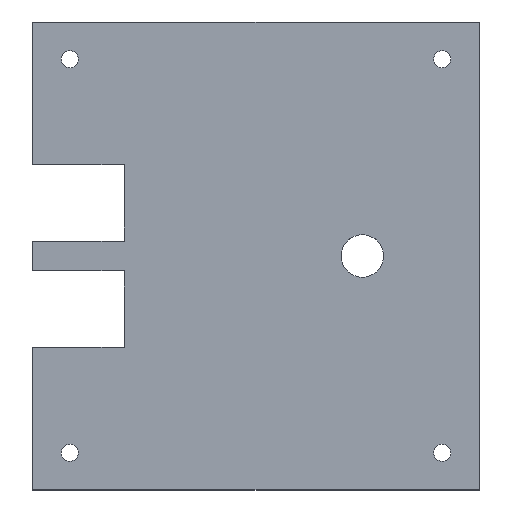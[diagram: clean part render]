
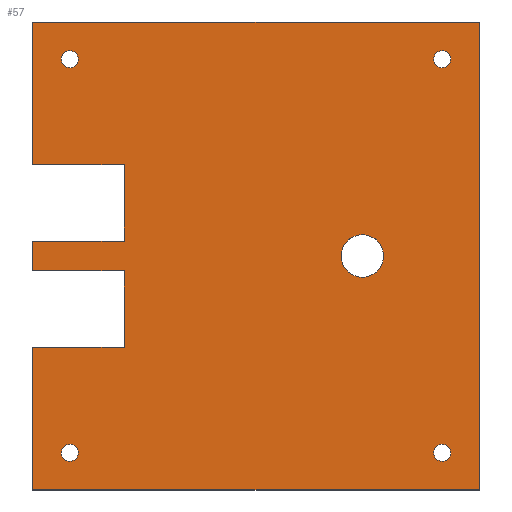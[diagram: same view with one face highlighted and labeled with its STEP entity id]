
A CAD part, top view. The second image highlights one B-rep face of the part: STEP entity #57.
In plain terms, the highlighted planar face has unit normal (0, 0, 1).
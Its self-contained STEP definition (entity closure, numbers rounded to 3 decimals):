
#21 = EDGE_CURVE('',#22,#24,#26,.T.);
#22 = VERTEX_POINT('',#23);
#23 = CARTESIAN_POINT('',(-1.,-1.,3.5));
#24 = VERTEX_POINT('',#25);
#25 = CARTESIAN_POINT('',(-1.,12.4,3.5));
#26 = LINE('',#27,#28);
#27 = CARTESIAN_POINT('',(-1.,-1.,3.5));
#28 = VECTOR('',#29,1.);
#29 = DIRECTION('',(0.,1.,0.));
#57 = ADVANCED_FACE('',(#58,#147,#158,#169,#180,#191),#202,.T.);
#58 = FACE_BOUND('',#59,.T.);
#59 = EDGE_LOOP('',(#60,#61,#69,#77,#85,#93,#101,#109,#117,#125,#133,
    #141));
#60 = ORIENTED_EDGE('',*,*,#21,.F.);
#61 = ORIENTED_EDGE('',*,*,#62,.T.);
#62 = EDGE_CURVE('',#22,#63,#65,.T.);
#63 = VERTEX_POINT('',#64);
#64 = CARTESIAN_POINT('',(41.,-1.,3.5));
#65 = LINE('',#66,#67);
#66 = CARTESIAN_POINT('',(-1.,-1.,3.5));
#67 = VECTOR('',#68,1.);
#68 = DIRECTION('',(1.,0.,0.));
#69 = ORIENTED_EDGE('',*,*,#70,.T.);
#70 = EDGE_CURVE('',#63,#71,#73,.T.);
#71 = VERTEX_POINT('',#72);
#72 = CARTESIAN_POINT('',(41.,43.,3.5));
#73 = LINE('',#74,#75);
#74 = CARTESIAN_POINT('',(41.,-1.,3.5));
#75 = VECTOR('',#76,1.);
#76 = DIRECTION('',(0.,1.,0.));
#77 = ORIENTED_EDGE('',*,*,#78,.F.);
#78 = EDGE_CURVE('',#79,#71,#81,.T.);
#79 = VERTEX_POINT('',#80);
#80 = CARTESIAN_POINT('',(-1.,43.,3.5));
#81 = LINE('',#82,#83);
#82 = CARTESIAN_POINT('',(-1.,43.,3.5));
#83 = VECTOR('',#84,1.);
#84 = DIRECTION('',(1.,0.,0.));
#85 = ORIENTED_EDGE('',*,*,#86,.F.);
#86 = EDGE_CURVE('',#87,#79,#89,.T.);
#87 = VERTEX_POINT('',#88);
#88 = CARTESIAN_POINT('',(-1.,29.6,3.5));
#89 = LINE('',#90,#91);
#90 = CARTESIAN_POINT('',(-1.,-1.,3.5));
#91 = VECTOR('',#92,1.);
#92 = DIRECTION('',(0.,1.,0.));
#93 = ORIENTED_EDGE('',*,*,#94,.F.);
#94 = EDGE_CURVE('',#95,#87,#97,.T.);
#95 = VERTEX_POINT('',#96);
#96 = CARTESIAN_POINT('',(7.6,29.6,3.5));
#97 = LINE('',#98,#99);
#98 = CARTESIAN_POINT('',(-6.7,29.6,3.5));
#99 = VECTOR('',#100,1.);
#100 = DIRECTION('',(-1.,0.,0.));
#101 = ORIENTED_EDGE('',*,*,#102,.F.);
#102 = EDGE_CURVE('',#103,#95,#105,.T.);
#103 = VERTEX_POINT('',#104);
#104 = CARTESIAN_POINT('',(7.6,22.4,3.5));
#105 = LINE('',#106,#107);
#106 = CARTESIAN_POINT('',(7.6,10.7,3.5));
#107 = VECTOR('',#108,1.);
#108 = DIRECTION('',(0.,1.,0.));
#109 = ORIENTED_EDGE('',*,*,#110,.T.);
#110 = EDGE_CURVE('',#103,#111,#113,.T.);
#111 = VERTEX_POINT('',#112);
#112 = CARTESIAN_POINT('',(-1.,22.4,3.5));
#113 = LINE('',#114,#115);
#114 = CARTESIAN_POINT('',(-6.7,22.4,3.5));
#115 = VECTOR('',#116,1.);
#116 = DIRECTION('',(-1.,0.,0.));
#117 = ORIENTED_EDGE('',*,*,#118,.F.);
#118 = EDGE_CURVE('',#119,#111,#121,.T.);
#119 = VERTEX_POINT('',#120);
#120 = CARTESIAN_POINT('',(-1.,19.6,3.5));
#121 = LINE('',#122,#123);
#122 = CARTESIAN_POINT('',(-1.,-1.,3.5));
#123 = VECTOR('',#124,1.);
#124 = DIRECTION('',(0.,1.,0.));
#125 = ORIENTED_EDGE('',*,*,#126,.F.);
#126 = EDGE_CURVE('',#127,#119,#129,.T.);
#127 = VERTEX_POINT('',#128);
#128 = CARTESIAN_POINT('',(7.6,19.6,3.5));
#129 = LINE('',#130,#131);
#130 = CARTESIAN_POINT('',(-6.7,19.6,3.5));
#131 = VECTOR('',#132,1.);
#132 = DIRECTION('',(-1.,0.,0.));
#133 = ORIENTED_EDGE('',*,*,#134,.F.);
#134 = EDGE_CURVE('',#135,#127,#137,.T.);
#135 = VERTEX_POINT('',#136);
#136 = CARTESIAN_POINT('',(7.6,12.4,3.5));
#137 = LINE('',#138,#139);
#138 = CARTESIAN_POINT('',(7.6,5.7,3.5));
#139 = VECTOR('',#140,1.);
#140 = DIRECTION('',(0.,1.,0.));
#141 = ORIENTED_EDGE('',*,*,#142,.T.);
#142 = EDGE_CURVE('',#135,#24,#143,.T.);
#143 = LINE('',#144,#145);
#144 = CARTESIAN_POINT('',(-6.7,12.4,3.5));
#145 = VECTOR('',#146,1.);
#146 = DIRECTION('',(-1.,0.,0.));
#147 = FACE_BOUND('',#148,.T.);
#148 = EDGE_LOOP('',(#149));
#149 = ORIENTED_EDGE('',*,*,#150,.T.);
#150 = EDGE_CURVE('',#151,#151,#153,.T.);
#151 = VERTEX_POINT('',#152);
#152 = CARTESIAN_POINT('',(3.3,2.5,3.5));
#153 = CIRCLE('',#154,0.8);
#154 = AXIS2_PLACEMENT_3D('',#155,#156,#157);
#155 = CARTESIAN_POINT('',(2.5,2.5,3.5));
#156 = DIRECTION('',(0.,0.,-1.));
#157 = DIRECTION('',(1.,0.,0.));
#158 = FACE_BOUND('',#159,.T.);
#159 = EDGE_LOOP('',(#160));
#160 = ORIENTED_EDGE('',*,*,#161,.T.);
#161 = EDGE_CURVE('',#162,#162,#164,.T.);
#162 = VERTEX_POINT('',#163);
#163 = CARTESIAN_POINT('',(38.3,2.5,3.5));
#164 = CIRCLE('',#165,0.8);
#165 = AXIS2_PLACEMENT_3D('',#166,#167,#168);
#166 = CARTESIAN_POINT('',(37.5,2.5,3.5));
#167 = DIRECTION('',(0.,0.,-1.));
#168 = DIRECTION('',(1.,0.,0.));
#169 = FACE_BOUND('',#170,.T.);
#170 = EDGE_LOOP('',(#171));
#171 = ORIENTED_EDGE('',*,*,#172,.T.);
#172 = EDGE_CURVE('',#173,#173,#175,.T.);
#173 = VERTEX_POINT('',#174);
#174 = CARTESIAN_POINT('',(3.3,39.5,3.5));
#175 = CIRCLE('',#176,0.8);
#176 = AXIS2_PLACEMENT_3D('',#177,#178,#179);
#177 = CARTESIAN_POINT('',(2.5,39.5,3.5));
#178 = DIRECTION('',(0.,0.,-1.));
#179 = DIRECTION('',(1.,0.,0.));
#180 = FACE_BOUND('',#181,.T.);
#181 = EDGE_LOOP('',(#182));
#182 = ORIENTED_EDGE('',*,*,#183,.T.);
#183 = EDGE_CURVE('',#184,#184,#186,.T.);
#184 = VERTEX_POINT('',#185);
#185 = CARTESIAN_POINT('',(32.,21.,3.5));
#186 = CIRCLE('',#187,2.);
#187 = AXIS2_PLACEMENT_3D('',#188,#189,#190);
#188 = CARTESIAN_POINT('',(30.,21.,3.5));
#189 = DIRECTION('',(0.,0.,-1.));
#190 = DIRECTION('',(1.,0.,0.));
#191 = FACE_BOUND('',#192,.T.);
#192 = EDGE_LOOP('',(#193));
#193 = ORIENTED_EDGE('',*,*,#194,.T.);
#194 = EDGE_CURVE('',#195,#195,#197,.T.);
#195 = VERTEX_POINT('',#196);
#196 = CARTESIAN_POINT('',(38.3,39.5,3.5));
#197 = CIRCLE('',#198,0.8);
#198 = AXIS2_PLACEMENT_3D('',#199,#200,#201);
#199 = CARTESIAN_POINT('',(37.5,39.5,3.5));
#200 = DIRECTION('',(0.,0.,-1.));
#201 = DIRECTION('',(1.,0.,0.));
#202 = PLANE('',#203);
#203 = AXIS2_PLACEMENT_3D('',#204,#205,#206);
#204 = CARTESIAN_POINT('',(-1.,-1.,3.5));
#205 = DIRECTION('',(0.,0.,1.));
#206 = DIRECTION('',(1.,0.,0.));
